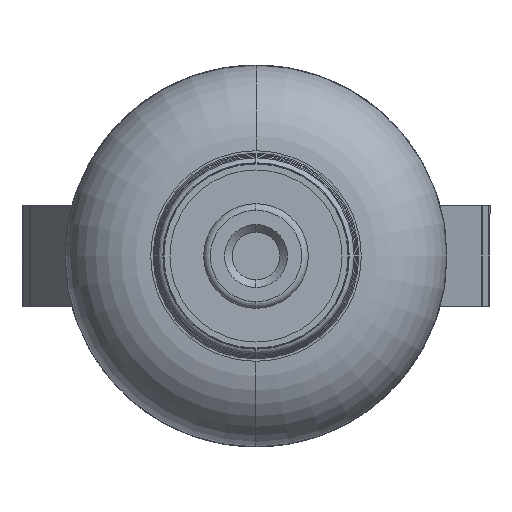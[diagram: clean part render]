
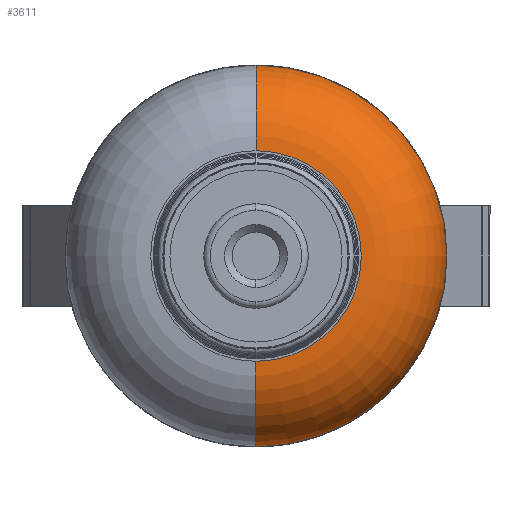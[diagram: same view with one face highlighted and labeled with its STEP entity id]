
A CAD part, left-side view. The second image highlights one B-rep face of the part: STEP entity #3611.
In plain terms, the highlighted toroidal (fillet/blend) face has major radius 5.535 mm and minor radius 4.5 mm.
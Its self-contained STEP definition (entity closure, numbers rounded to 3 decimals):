
#35 = CARTESIAN_POINT ( 'NONE',  ( 210.07, 0., 10.035 ) ) ;
#145 = CARTESIAN_POINT ( 'NONE',  ( 210.07, 0., 0. ) ) ;
#534 = AXIS2_PLACEMENT_3D ( 'NONE', #8951, #9958, #2744 ) ;
#887 = VERTEX_POINT ( 'NONE', #35 ) ;
#924 = VERTEX_POINT ( 'NONE', #7305 ) ;
#1364 = CARTESIAN_POINT ( 'NONE',  ( 205.57, 0., -5.535 ) ) ;
#1700 = FACE_OUTER_BOUND ( 'NONE', #7795, .T. ) ;
#2039 = ORIENTED_EDGE ( 'NONE', *, *, #12094, .F. ) ;
#2629 = CIRCLE ( 'NONE', #10679, 4.5 ) ;
#2744 = DIRECTION ( 'NONE',  ( 0., 0., 1. ) ) ;
#2833 = EDGE_CURVE ( 'NONE', #5868, #7149, #2629, .T. ) ;
#3039 = CARTESIAN_POINT ( 'NONE',  ( 210.07, 0., -10.035 ) ) ;
#3133 = DIRECTION ( 'NONE',  ( 1., 0., 0. ) ) ;
#3151 = DIRECTION ( 'NONE',  ( 0., 0., 1. ) ) ;
#3231 = ORIENTED_EDGE ( 'NONE', *, *, #2833, .T. ) ;
#3419 = DIRECTION ( 'NONE',  ( 0., 0., 1. ) ) ;
#3589 = CARTESIAN_POINT ( 'NONE',  ( 210.07, 0., -5.535 ) ) ;
#3611 = ADVANCED_FACE ( 'NONE', ( #1700 ), #6474, .T. ) ;
#3893 = EDGE_CURVE ( 'NONE', #924, #887, #8661, .T. ) ;
#4186 = DIRECTION ( 'NONE',  ( 0., 0., 1. ) ) ;
#4547 = EDGE_CURVE ( 'NONE', #924, #5868, #8968, .T. ) ;
#5187 = DIRECTION ( 'NONE',  ( 1., 0., 0. ) ) ;
#5715 = AXIS2_PLACEMENT_3D ( 'NONE', #11572, #11529, #3419 ) ;
#5868 = VERTEX_POINT ( 'NONE', #1364 ) ;
#6055 = ORIENTED_EDGE ( 'NONE', *, *, #3893, .F. ) ;
#6474 = TOROIDAL_SURFACE ( 'NONE', #534, 5.535, 4.5 ) ;
#6497 = DIRECTION ( 'NONE',  ( 0., -1., 0. ) ) ;
#7149 = VERTEX_POINT ( 'NONE', #3039 ) ;
#7305 = CARTESIAN_POINT ( 'NONE',  ( 205.57, 0., 5.535 ) ) ;
#7795 = EDGE_LOOP ( 'NONE', ( #12941, #3231, #2039, #6055 ) ) ;
#8661 = CIRCLE ( 'NONE', #5715, 4.5 ) ;
#8951 = CARTESIAN_POINT ( 'NONE',  ( 210.07, 0., 0. ) ) ;
#8968 = CIRCLE ( 'NONE', #9219, 5.535 ) ;
#9219 = AXIS2_PLACEMENT_3D ( 'NONE', #10224, #5187, #3151 ) ;
#9713 = DIRECTION ( 'NONE',  ( 0., 0., -1. ) ) ;
#9958 = DIRECTION ( 'NONE',  ( 1., 0., 0. ) ) ;
#10224 = CARTESIAN_POINT ( 'NONE',  ( 205.57, 0., 0. ) ) ;
#10679 = AXIS2_PLACEMENT_3D ( 'NONE', #3589, #6497, #9713 ) ;
#11096 = AXIS2_PLACEMENT_3D ( 'NONE', #145, #3133, #4186 ) ;
#11529 = DIRECTION ( 'NONE',  ( 0., 1., 0. ) ) ;
#11572 = CARTESIAN_POINT ( 'NONE',  ( 210.07, 0., 5.535 ) ) ;
#12094 = EDGE_CURVE ( 'NONE', #887, #7149, #12186, .T. ) ;
#12186 = CIRCLE ( 'NONE', #11096, 10.035 ) ;
#12941 = ORIENTED_EDGE ( 'NONE', *, *, #4547, .T. ) ;
